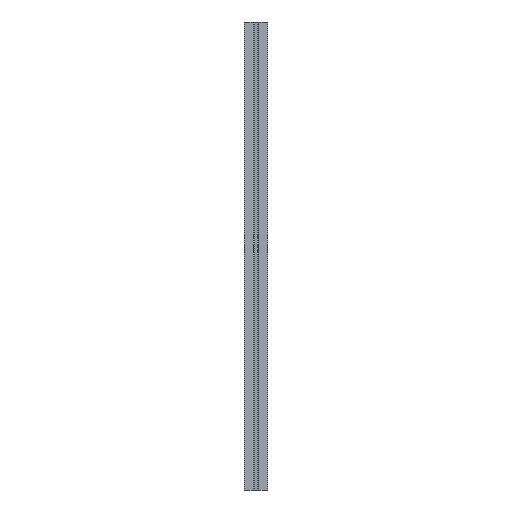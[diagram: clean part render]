
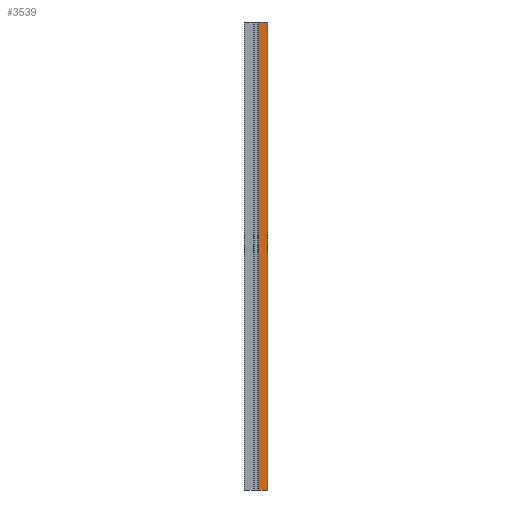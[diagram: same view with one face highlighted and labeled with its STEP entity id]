
A CAD part, front view. The second image highlights one B-rep face of the part: STEP entity #3539.
In plain terms, the highlighted planar face has unit normal (0, -1, 0).
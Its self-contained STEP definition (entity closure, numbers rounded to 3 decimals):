
#247=FACE_OUTER_BOUND('',#438,.T.);
#438=EDGE_LOOP('',(#2796,#2797,#2798,#2799));
#806=LINE('',#5286,#1094);
#964=LINE('',#5956,#1252);
#965=LINE('',#5960,#1253);
#966=LINE('',#5961,#1254);
#1094=VECTOR('',#4110,10.);
#1252=VECTOR('',#4782,500.);
#1253=VECTOR('',#4787,500.);
#1254=VECTOR('',#4788,5.6);
#1384=VERTEX_POINT('',#5283);
#1385=VERTEX_POINT('',#5285);
#1640=VERTEX_POINT('',#5955);
#1641=VERTEX_POINT('',#5959);
#1752=EDGE_CURVE('',#1385,#1384,#806,.T.);
#2087=EDGE_CURVE('',#1385,#1640,#964,.T.);
#2089=EDGE_CURVE('',#1384,#1641,#965,.T.);
#2090=EDGE_CURVE('',#1641,#1640,#966,.T.);
#2796=ORIENTED_EDGE('',*,*,#1752,.T.);
#2797=ORIENTED_EDGE('',*,*,#2089,.T.);
#2798=ORIENTED_EDGE('',*,*,#2090,.T.);
#2799=ORIENTED_EDGE('',*,*,#2087,.F.);
#3429=PLANE('',#3919);
#3539=ADVANCED_FACE('',(#247),#3429,.T.);
#3919=AXIS2_PLACEMENT_3D('',#5958,#4785,#4786);
#4110=DIRECTION('',(-1.,0.,0.));
#4782=DIRECTION('',(0.,0.,-1.));
#4785=DIRECTION('center_axis',(0.,-1.,0.));
#4786=DIRECTION('ref_axis',(0.,0.,-1.));
#4787=DIRECTION('',(0.,0.,-1.));
#4788=DIRECTION('',(1.,0.,0.));
#5283=CARTESIAN_POINT('',(1.8,-7.5,-195.));
#5285=CARTESIAN_POINT('',(7.4,-7.5,-195.));
#5286=CARTESIAN_POINT('',(0.9,-7.5,-195.));
#5955=CARTESIAN_POINT('',(7.4,-7.5,-495.));
#5956=CARTESIAN_POINT('',(7.4,-7.5,5.));
#5958=CARTESIAN_POINT('Origin',(1.8,-7.5,5.));
#5959=CARTESIAN_POINT('',(1.8,-7.5,-495.));
#5960=CARTESIAN_POINT('',(1.8,-7.5,5.));
#5961=CARTESIAN_POINT('',(1.8,-7.5,-495.));
